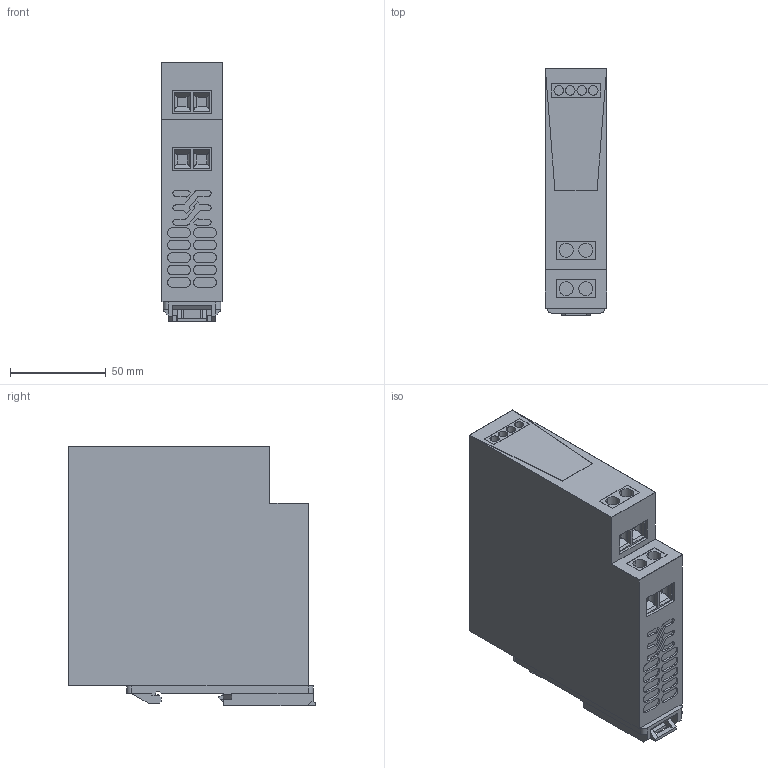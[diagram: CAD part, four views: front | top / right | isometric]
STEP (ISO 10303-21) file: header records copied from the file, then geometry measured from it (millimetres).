
FILE_DESCRIPTION(('CATIA V5R24 STEP','CAx-IF Rec.Pracs.--- Model Styling and Organization---1.2---2011-12-15'),'2;1');
FILE_NAME ('11193004_3', '2017-07-07T12:41:45+00:00', ('Weidmueller Interface'), ('Weidmueller'), 'CATIA Version 5-6 Release 2014 SP4', 'CATIA V5 STEP AP214', 'none');
FILE_SCHEMA(('AUTOMOTIVE_DESIGN { 1 0 10303 214 1 1 1 1 }'));
Length unit declared in the file: millimetre
Products named in the file (1): S3D_PRO_DM_20
Bounding box: 32 x 128.7 x 135.6 mm (x, y, z)
Volume: 490361.6 mm3; surface area: 76592.4 mm2
Topology: 8 solids, 8 shells, 555 faces, 1438 edges, 956 vertices
Faces by surface type: plane 426, cylinder 125, extrusion 4
Entity records: 16765 total; most frequent: CARTESIAN_POINT 3056, ORIENTED_EDGE 2876, DIRECTION 2280, EDGE_CURVE 1438, VECTOR 1152, LINE 1148, VERTEX_POINT 956, AXIS2_PLACEMENT_3D 686
